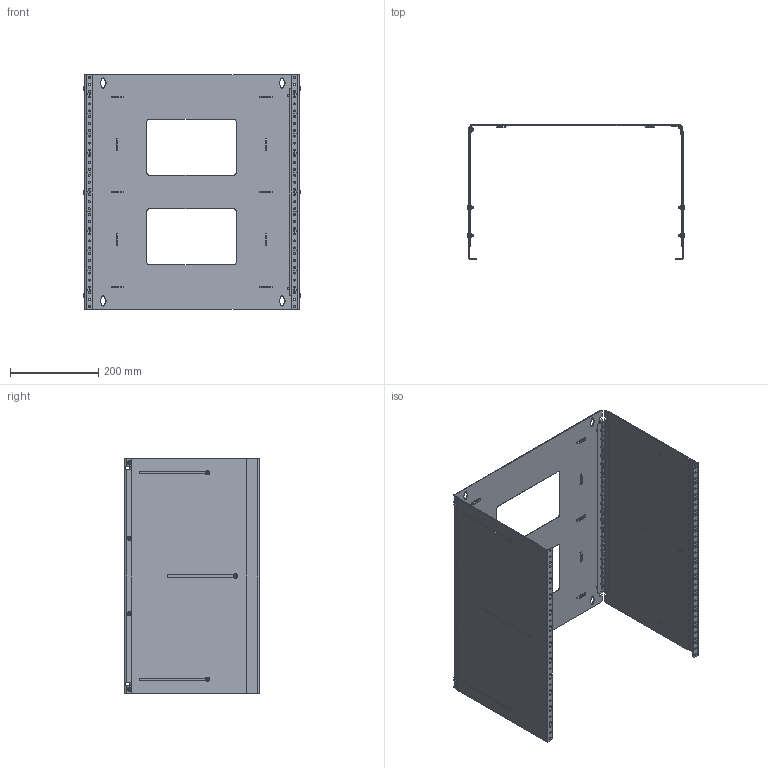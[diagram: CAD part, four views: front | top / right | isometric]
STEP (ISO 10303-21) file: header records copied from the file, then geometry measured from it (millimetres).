
FILE_DESCRIPTION (( 'STEP AP203' ), '1' );
FILE_NAME ('APB19021BK1.step', '2020-11-12T17:20:44', ( 'ADC123' ), ( 'Microsoft' ), 'SwSTEP 2.0', 'SolidWorks 2019', '' );
FILE_SCHEMA (( 'CONFIG_CONTROL_DESIGN' ));
Length unit declared in the file: inch
Products named in the file (1): APB19021BK1
Bounding box: 492.51 x 304.8 x 533.02 mm (x, y, z)
Volume: 1528168.1 mm3; surface area: 1711050 mm2
Topology: 28 solids, 28 shells, 1053 faces, 2791 edges, 1824 vertices
Faces by surface type: plane 694, cylinder 307, bspline 30, cone 22
Full cylindrical faces by diameter (mm): 3.175 x1, 4.039 x10, 4.496 x72, 4.572 x10, 5.105 x4, 6.198 x10, 6.35 x10, 8.636 x10, 9.906 x10
Entity records: 33023 total; most frequent: CARTESIAN_POINT 6910, DIRECTION 5218, ORIENTED_EDGE 5164, EDGE_CURVE 2582, LINE 1834, VECTOR 1834, VERTEX_POINT 1804, AXIS2_PLACEMENT_3D 1692
